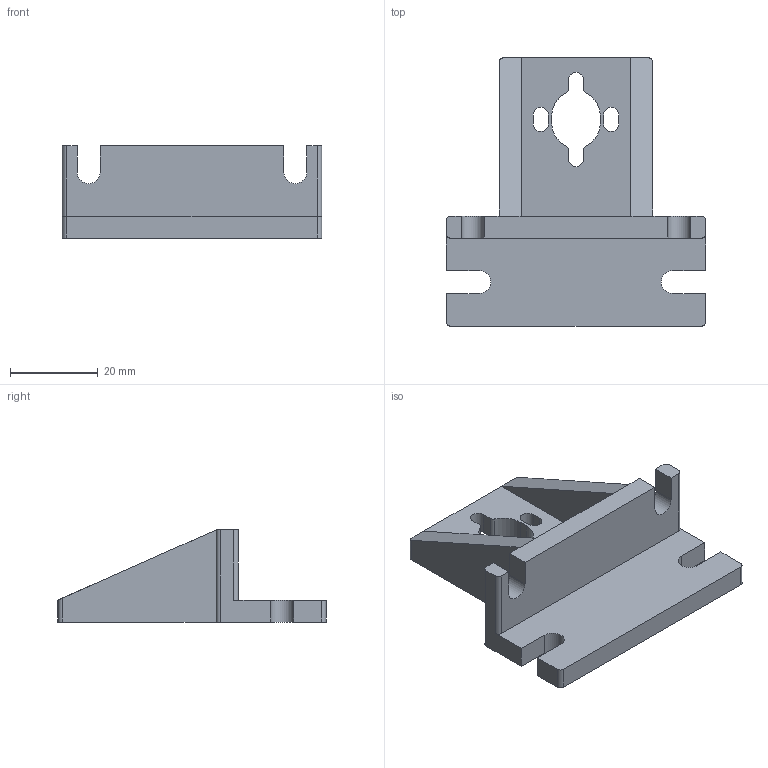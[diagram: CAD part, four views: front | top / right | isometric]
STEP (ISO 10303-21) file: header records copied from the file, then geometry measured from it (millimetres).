
FILE_DESCRIPTION (( 'STEP AP214' ), '1' );
FILE_NAME ('Z_Nut_Bracket_1.1.STEP', '2017-06-06T06:25:44', ( '' ), ( '' ), 'SwSTEP 2.0', 'SolidWorks 2014', '' );
FILE_SCHEMA (( 'AUTOMOTIVE_DESIGN' ));
Length unit declared in the file: millimetre
Products named in the file (1): Z_Nut_Bracket_1.1
Bounding box: 59 x 61 x 21 mm (x, y, z)
Volume: 19448.6 mm3; surface area: 9722.5 mm2
Topology: 1 solids, 1 shells, 67 faces, 189 edges, 124 vertices
Faces by surface type: plane 40, cylinder 27
Entity records: 2213 total; most frequent: CARTESIAN_POINT 387, ORIENTED_EDGE 378, DIRECTION 375, EDGE_CURVE 189, VECTOR 135, LINE 135, VERTEX_POINT 124, AXIS2_PLACEMENT_3D 120
